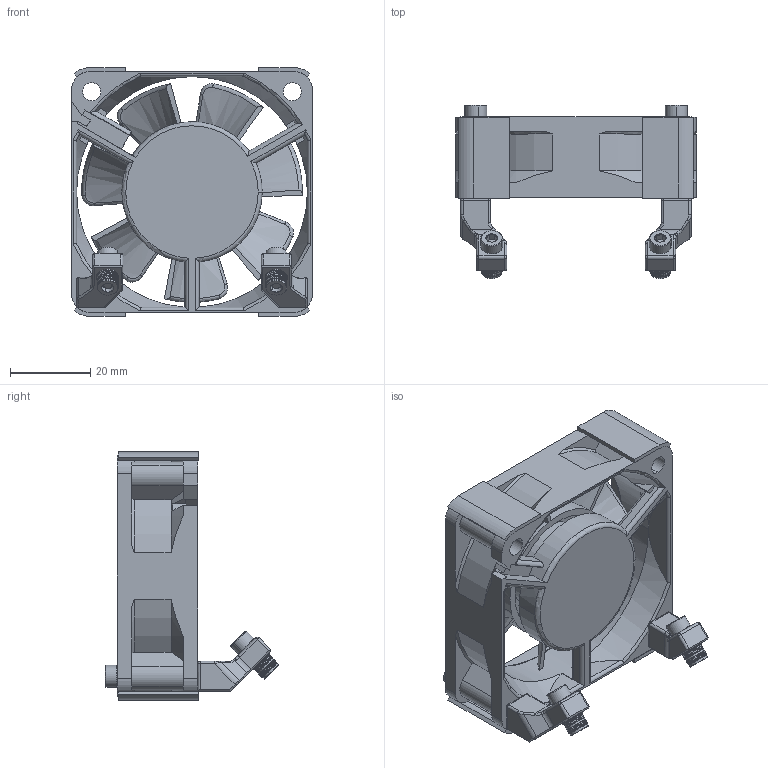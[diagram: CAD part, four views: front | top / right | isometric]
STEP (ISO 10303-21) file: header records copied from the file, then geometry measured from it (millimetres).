
FILE_DESCRIPTION (( 'STEP AP214' ), '1' );
FILE_NAME ('60mm_fan_assembly.STEP', '2021-09-09T08:01:36', ( '' ), ( '' ), 'SwSTEP 2.0', 'SolidWorks 2021', '' );
FILE_SCHEMA (( 'AUTOMOTIVE_DESIGN' ));
Length unit declared in the file: millimetre
Products named in the file (10): VHB^6020 Fan_60mm_fan_assembly; 60mm_fan_mount; M3x25^60mm_fan_assembly; Mirror60mm_fan_mount; 60mm_fan_assembly; 6020 Housing^6020 Fan_60mm_fan_assembly; M3 Threaded Insert Short^60mm_fan_assembly; M3x8 SHCS^60mm_fan_assembly; 6020 Impeller^6020 Fan_60mm_fan_assembly; 6020 Fan^60mm_fan_assembly
Assembly tree (15 placements, depth 3):
  60mm_fan_assembly
    6020 Fan^60mm_fan_assembly
      6020 Impeller^6020 Fan_60mm_fan_assembly
      6020 Housing^6020 Fan_60mm_fan_assembly
      VHB^6020 Fan_60mm_fan_assembly  x4
    60mm_fan_mount
    Mirror60mm_fan_mount
    M3x8 SHCS^60mm_fan_assembly  x2
    M3 Threaded Insert Short^60mm_fan_assembly  x2
    M3x25^60mm_fan_assembly  x2
Bounding box: 60 x 43.2 x 62 mm (x, y, z)
Volume: 28955.6 mm3; surface area: 26938.6 mm2
Topology: 14 solids, 14 shells, 1041 faces, 2815 edges, 1813 vertices
Faces by surface type: bspline 356, cylinder 336, plane 211, cone 102, torus 28, sphere 8
Entity records: 33171 total; most frequent: CARTESIAN_POINT 16504, ORIENTED_EDGE 3868, DIRECTION 2956, EDGE_CURVE 1934, VERTEX_POINT 1244, AXIS2_PLACEMENT_3D 1108, EDGE_LOOP 748, LINE 740
